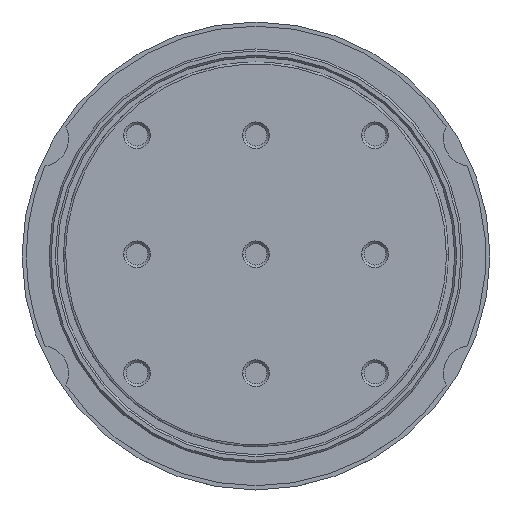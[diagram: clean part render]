
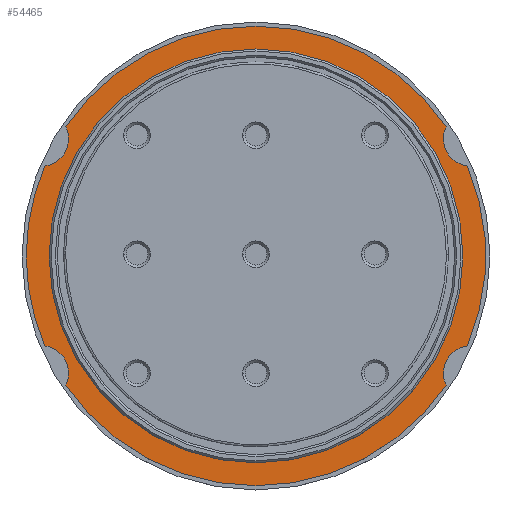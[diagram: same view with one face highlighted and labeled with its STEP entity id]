
A CAD part, top view. The second image highlights one B-rep face of the part: STEP entity #54465.
In plain terms, the highlighted planar face has unit normal (0, 0, 1).
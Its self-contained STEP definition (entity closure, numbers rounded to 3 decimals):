
#515 = DIRECTION ( 'NONE',  ( -1., 0., 0. ) ) ;
#1410 = AXIS2_PLACEMENT_3D ( 'NONE', #37930, #48760, #53987 ) ;
#1431 = VERTEX_POINT ( 'NONE', #60069 ) ;
#1639 = CARTESIAN_POINT ( 'NONE',  ( -16.063, 8.5, 6.45 ) ) ;
#1747 = CARTESIAN_POINT ( 'NONE',  ( 12.687, -9.5, 6.45 ) ) ;
#1755 = ORIENTED_EDGE ( 'NONE', *, *, #11777, .T. ) ;
#2244 = VERTEX_POINT ( 'NONE', #30451 ) ;
#2918 = CARTESIAN_POINT ( 'NONE',  ( 16.937, -9.5, 6.45 ) ) ;
#4300 = CARTESIAN_POINT ( 'NONE',  ( -16.063, 8.5, 6.45 ) ) ;
#4645 = CARTESIAN_POINT ( 'NONE',  ( -49.063, -9.5, 6.45 ) ) ;
#4774 = ORIENTED_EDGE ( 'NONE', *, *, #23361, .T. ) ;
#5150 = VERTEX_POINT ( 'NONE', #46101 ) ;
#5328 = EDGE_CURVE ( 'NONE', #57889, #2244, #7456, .T. ) ;
#5376 = AXIS2_PLACEMENT_3D ( 'NONE', #2918, #18026, #28225 ) ;
#5638 = VERTEX_POINT ( 'NONE', #26262 ) ;
#7302 = CARTESIAN_POINT ( 'NONE',  ( 15.687, 8.5, 6.45 ) ) ;
#7419 = DIRECTION ( 'NONE',  ( -1., 0., 0. ) ) ;
#7456 = CIRCLE ( 'NONE', #49389, 35.25 ) ;
#7505 = AXIS2_PLACEMENT_3D ( 'NONE', #4300, #49598, #58166 ) ;
#8014 = VERTEX_POINT ( 'NONE', #8467 ) ;
#8467 = CARTESIAN_POINT ( 'NONE',  ( 16.379, 22.287, 6.45 ) ) ;
#8746 = CIRCLE ( 'NONE', #1410, 35.25 ) ;
#8811 = DIRECTION ( 'NONE',  ( -1., 0., 0. ) ) ;
#9305 = CARTESIAN_POINT ( 'NONE',  ( -16.063, 8.5, 6.45 ) ) ;
#9340 = CIRCLE ( 'NONE', #54401, 4.25 ) ;
#10162 = DIRECTION ( 'NONE',  ( -1., 0., 0. ) ) ;
#11777 = EDGE_CURVE ( 'NONE', #57170, #35541, #16961, .T. ) ;
#11780 = CARTESIAN_POINT ( 'NONE',  ( -47.813, 8.5, 6.45 ) ) ;
#11814 = AXIS2_PLACEMENT_3D ( 'NONE', #12667, #32061, #7419 ) ;
#12184 = EDGE_CURVE ( 'NONE', #5150, #47012, #31533, .T. ) ;
#12400 = AXIS2_PLACEMENT_3D ( 'NONE', #46248, #61346, #16363 ) ;
#12667 = CARTESIAN_POINT ( 'NONE',  ( 16.937, -9.5, 6.45 ) ) ;
#13666 = AXIS2_PLACEMENT_3D ( 'NONE', #34159, #14109, #10162 ) ;
#13719 = DIRECTION ( 'NONE',  ( 0., 0., -1. ) ) ;
#14109 = DIRECTION ( 'NONE',  ( 0., 0., -1. ) ) ;
#14998 = AXIS2_PLACEMENT_3D ( 'NONE', #39622, #62227, #31721 ) ;
#15098 = ORIENTED_EDGE ( 'NONE', *, *, #54419, .F. ) ;
#15759 = AXIS2_PLACEMENT_3D ( 'NONE', #1639, #36772, #46941 ) ;
#16107 = EDGE_CURVE ( 'NONE', #8014, #59131, #9340, .T. ) ;
#16363 = DIRECTION ( 'NONE',  ( -1., 0., 0. ) ) ;
#16464 = EDGE_LOOP ( 'NONE', ( #20177, #39573, #4774, #64102, #15098, #19975, #29416, #33933, #61378, #42469, #47806 ) ) ;
#16961 = CIRCLE ( 'NONE', #7505, 31.75 ) ;
#18026 = DIRECTION ( 'NONE',  ( 0., 0., -1. ) ) ;
#18242 = EDGE_CURVE ( 'NONE', #5150, #2244, #27096, .T. ) ;
#19975 = ORIENTED_EDGE ( 'NONE', *, *, #16107, .T. ) ;
#20169 = PLANE ( 'NONE',  #45410 ) ;
#20177 = ORIENTED_EDGE ( 'NONE', *, *, #26528, .T. ) ;
#20958 = CARTESIAN_POINT ( 'NONE',  ( 16.937, 26.5, 6.45 ) ) ;
#23361 = EDGE_CURVE ( 'NONE', #53372, #31927, #56760, .T. ) ;
#25094 = CARTESIAN_POINT ( 'NONE',  ( -16.063, 8.5, 6.45 ) ) ;
#26236 = CIRCLE ( 'NONE', #13666, 4.25 ) ;
#26262 = CARTESIAN_POINT ( 'NONE',  ( 16.379, -5.287, 6.45 ) ) ;
#26528 = EDGE_CURVE ( 'NONE', #1431, #60095, #62716, .T. ) ;
#27096 = CIRCLE ( 'NONE', #63778, 4.25 ) ;
#27135 = CIRCLE ( 'NONE', #12400, 35.25 ) ;
#28225 = DIRECTION ( 'NONE',  ( -1., 0., 0. ) ) ;
#29416 = ORIENTED_EDGE ( 'NONE', *, *, #39581, .T. ) ;
#30346 = DIRECTION ( 'NONE',  ( 1., 0., 0. ) ) ;
#30451 = CARTESIAN_POINT ( 'NONE',  ( -48.505, 22.287, 6.45 ) ) ;
#31164 = ORIENTED_EDGE ( 'NONE', *, *, #37073, .T. ) ;
#31339 = CARTESIAN_POINT ( 'NONE',  ( -51.313, 8.5, 6.45 ) ) ;
#31533 = CIRCLE ( 'NONE', #15759, 35.25 ) ;
#31721 = DIRECTION ( 'NONE',  ( -1., 0., 0. ) ) ;
#31927 = VERTEX_POINT ( 'NONE', #1747 ) ;
#32061 = DIRECTION ( 'NONE',  ( 0., 0., -1. ) ) ;
#33137 = CARTESIAN_POINT ( 'NONE',  ( -49.063, 26.5, 6.45 ) ) ;
#33394 = EDGE_CURVE ( 'NONE', #1431, #57889, #27135, .T. ) ;
#33933 = ORIENTED_EDGE ( 'NONE', *, *, #12184, .F. ) ;
#34159 = CARTESIAN_POINT ( 'NONE',  ( 16.937, 26.5, 6.45 ) ) ;
#35541 = VERTEX_POINT ( 'NONE', #7302 ) ;
#35587 = FACE_BOUND ( 'NONE', #52876, .T. ) ;
#36772 = DIRECTION ( 'NONE',  ( 0., 0., -1. ) ) ;
#37073 = EDGE_CURVE ( 'NONE', #35541, #57170, #51295, .T. ) ;
#37930 = CARTESIAN_POINT ( 'NONE',  ( -16.063, 8.5, 6.45 ) ) ;
#39496 = DIRECTION ( 'NONE',  ( 0., 0., -1. ) ) ;
#39573 = ORIENTED_EDGE ( 'NONE', *, *, #54029, .F. ) ;
#39581 = EDGE_CURVE ( 'NONE', #59131, #47012, #26236, .T. ) ;
#39622 = CARTESIAN_POINT ( 'NONE',  ( -16.063, 8.5, 6.45 ) ) ;
#40969 = DIRECTION ( 'NONE',  ( 0., 0., -1. ) ) ;
#42469 = ORIENTED_EDGE ( 'NONE', *, *, #5328, .F. ) ;
#43312 = CIRCLE ( 'NONE', #14998, 35.25 ) ;
#44693 = DIRECTION ( 'NONE',  ( -1., 0., 0. ) ) ;
#44829 = CARTESIAN_POINT ( 'NONE',  ( 13.093, -11.312, 6.45 ) ) ;
#45410 = AXIS2_PLACEMENT_3D ( 'NONE', #25094, #49709, #30346 ) ;
#46101 = CARTESIAN_POINT ( 'NONE',  ( -45.219, 28.312, 6.45 ) ) ;
#46248 = CARTESIAN_POINT ( 'NONE',  ( -16.063, 8.5, 6.45 ) ) ;
#46941 = DIRECTION ( 'NONE',  ( -1., 0., 0. ) ) ;
#47012 = VERTEX_POINT ( 'NONE', #53533 ) ;
#47806 = ORIENTED_EDGE ( 'NONE', *, *, #33394, .F. ) ;
#48760 = DIRECTION ( 'NONE',  ( 0., 0., -1. ) ) ;
#49245 = AXIS2_PLACEMENT_3D ( 'NONE', #59640, #55333, #515 ) ;
#49389 = AXIS2_PLACEMENT_3D ( 'NONE', #9305, #39496, #54575 ) ;
#49598 = DIRECTION ( 'NONE',  ( 0., 0., -1. ) ) ;
#49709 = DIRECTION ( 'NONE',  ( 0., 0., 1. ) ) ;
#51295 = CIRCLE ( 'NONE', #49245, 31.75 ) ;
#52680 = CIRCLE ( 'NONE', #11814, 4.25 ) ;
#52876 = EDGE_LOOP ( 'NONE', ( #1755, #31164 ) ) ;
#53240 = AXIS2_PLACEMENT_3D ( 'NONE', #4645, #54210, #44693 ) ;
#53372 = VERTEX_POINT ( 'NONE', #44829 ) ;
#53533 = CARTESIAN_POINT ( 'NONE',  ( 13.093, 28.312, 6.45 ) ) ;
#53987 = DIRECTION ( 'NONE',  ( -1., 0., 0. ) ) ;
#54029 = EDGE_CURVE ( 'NONE', #53372, #60095, #43312, .T. ) ;
#54210 = DIRECTION ( 'NONE',  ( 0., 0., -1. ) ) ;
#54401 = AXIS2_PLACEMENT_3D ( 'NONE', #20958, #40969, #61655 ) ;
#54419 = EDGE_CURVE ( 'NONE', #8014, #5638, #8746, .T. ) ;
#54465 = ADVANCED_FACE ( 'NONE', ( #35587, #54955 ), #20169, .T. ) ;
#54575 = DIRECTION ( 'NONE',  ( -1., 0., 0. ) ) ;
#54955 = FACE_OUTER_BOUND ( 'NONE', #16464, .T. ) ;
#55333 = DIRECTION ( 'NONE',  ( 0., 0., -1. ) ) ;
#56760 = CIRCLE ( 'NONE', #5376, 4.25 ) ;
#57170 = VERTEX_POINT ( 'NONE', #11780 ) ;
#57889 = VERTEX_POINT ( 'NONE', #31339 ) ;
#58166 = DIRECTION ( 'NONE',  ( -1., 0., 0. ) ) ;
#59131 = VERTEX_POINT ( 'NONE', #61098 ) ;
#59640 = CARTESIAN_POINT ( 'NONE',  ( -16.063, 8.5, 6.45 ) ) ;
#60032 = EDGE_CURVE ( 'NONE', #31927, #5638, #52680, .T. ) ;
#60069 = CARTESIAN_POINT ( 'NONE',  ( -48.505, -5.287, 6.45 ) ) ;
#60095 = VERTEX_POINT ( 'NONE', #62568 ) ;
#61098 = CARTESIAN_POINT ( 'NONE',  ( 12.687, 26.5, 6.45 ) ) ;
#61346 = DIRECTION ( 'NONE',  ( 0., 0., -1. ) ) ;
#61378 = ORIENTED_EDGE ( 'NONE', *, *, #18242, .T. ) ;
#61655 = DIRECTION ( 'NONE',  ( -1., 0., 0. ) ) ;
#62227 = DIRECTION ( 'NONE',  ( 0., 0., -1. ) ) ;
#62568 = CARTESIAN_POINT ( 'NONE',  ( -45.219, -11.312, 6.45 ) ) ;
#62716 = CIRCLE ( 'NONE', #53240, 4.25 ) ;
#63778 = AXIS2_PLACEMENT_3D ( 'NONE', #33137, #13719, #8811 ) ;
#64102 = ORIENTED_EDGE ( 'NONE', *, *, #60032, .T. ) ;
